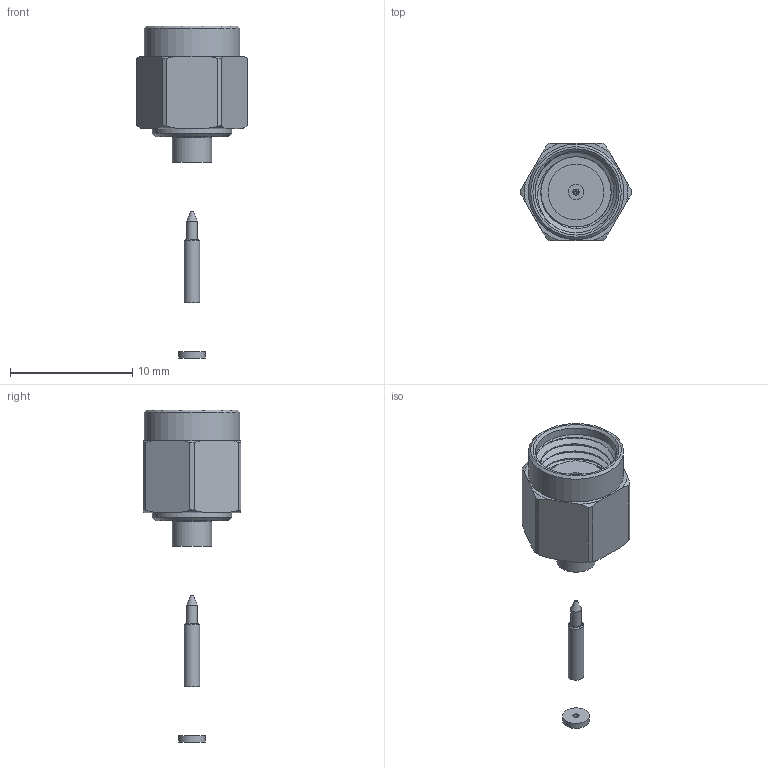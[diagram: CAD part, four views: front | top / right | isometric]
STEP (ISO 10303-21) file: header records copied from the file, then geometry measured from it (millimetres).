
FILE_DESCRIPTION( ( 'Unknown' ), '1' );
FILE_NAME( '60349021210820.stp', 'Unknown', ( 'Unknown' ), ( 'Unknown' ), 'PSStep 21.0.46', 'Unknown', ' ' );
FILE_SCHEMA( ( 'AUTOMOTIVE_DESIGN { 1 0 10303 214 1 1 1 1 }' ) );
Length unit declared in the file: millimetre
Products named in the file (8): 60349021210820_connector body
Bounding box: 9.04 x 8 x 27.16 mm (x, y, z)
Volume: 656.6 mm3; surface area: 1600 mm2
Topology: 8 solids, 8 shells, 164 faces, 370 edges, 244 vertices
Faces by surface type: plane 70, cylinder 50, cone 20, torus 20, bspline 4
Full cylindrical faces by diameter (mm): 0.3 x2, 0.5 x4, 0.6 x2, 0.9 x2, 1.25 x2, 1.27 x2, 2.2 x2, 2.24 x2, 3.2 x2, 4.55 x2, 4.75 x2, 6 x2, 6.5 x4, 6.66 x12, 7 x2, 7.8 x2
Entity records: 6758 total; most frequent: CARTESIAN_POINT 2426, DIRECTION 616, ORIENTED_EDGE 508, AXIS2_PLACEMENT_3D 282, EDGE_LOOP 260, EDGE_CURVE 254, VERTEX_POINT 204, FACE_OUTER_BOUND 202
